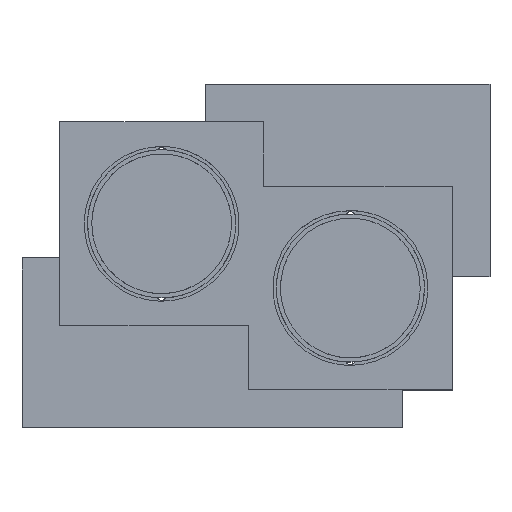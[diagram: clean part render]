
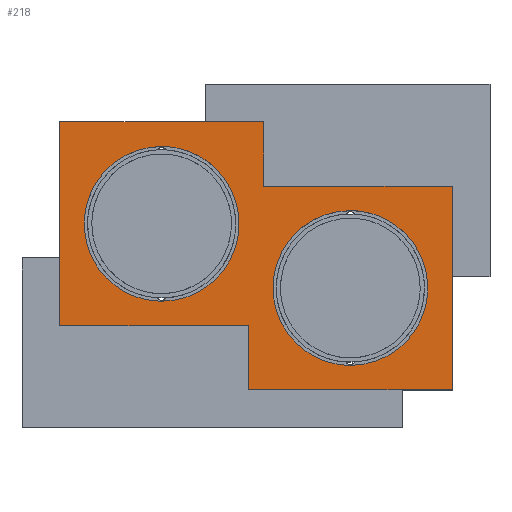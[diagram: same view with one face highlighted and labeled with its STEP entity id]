
A CAD part, top view. The second image highlights one B-rep face of the part: STEP entity #218.
In plain terms, the highlighted planar face has unit normal (0, 0, 1).
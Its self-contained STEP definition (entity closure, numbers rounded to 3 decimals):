
#88=FACE_BOUND('',#1407,.T.);
#89=FACE_BOUND('',#1408,.T.);
#218=ADVANCED_FACE('',(#811,#88,#89),#8630,.T.);
#811=FACE_OUTER_BOUND('',#1406,.T.);
#1406=EDGE_LOOP('',(#2173,#2174,#2175,#2176,#2177,#2178,#2179,#2180));
#1407=EDGE_LOOP('',(#2181,#2182));
#1408=EDGE_LOOP('',(#2183,#2184));
#2173=ORIENTED_EDGE('',*,*,#4781,.F.);
#2174=ORIENTED_EDGE('',*,*,#4777,.F.);
#2175=ORIENTED_EDGE('',*,*,#4788,.F.);
#2176=ORIENTED_EDGE('',*,*,#4786,.F.);
#2177=ORIENTED_EDGE('',*,*,#4799,.F.);
#2178=ORIENTED_EDGE('',*,*,#4794,.F.);
#2179=ORIENTED_EDGE('',*,*,#4791,.F.);
#2180=ORIENTED_EDGE('',*,*,#4797,.F.);
#2181=ORIENTED_EDGE('',*,*,#4983,.F.);
#2182=ORIENTED_EDGE('',*,*,#4846,.F.);
#2183=ORIENTED_EDGE('',*,*,#5007,.F.);
#2184=ORIENTED_EDGE('',*,*,#4878,.F.);
#4777=EDGE_CURVE('',#7441,#7442,#6104,.T.);
#4781=EDGE_CURVE('',#7442,#7445,#6108,.T.);
#4786=EDGE_CURVE('',#7450,#7447,#6113,.T.);
#4788=EDGE_CURVE('',#7447,#7441,#6115,.T.);
#4791=EDGE_CURVE('',#7451,#7453,#6118,.T.);
#4794=EDGE_CURVE('',#7453,#7455,#6121,.T.);
#4797=EDGE_CURVE('',#7445,#7451,#6124,.T.);
#4799=EDGE_CURVE('',#7455,#7450,#6126,.T.);
#4846=EDGE_CURVE('',#7489,#7578,#6675,.T.);
#4878=EDGE_CURVE('',#7509,#7594,#6704,.T.);
#4983=EDGE_CURVE('',#7578,#7489,#6744,.T.);
#5007=EDGE_CURVE('',#7594,#7509,#6768,.T.);
#6104=B_SPLINE_CURVE_WITH_KNOTS('',1,(#10434,#10435),.UNSPECIFIED.,.F.,
 .F.,(2,2),(0.,108.),.UNSPECIFIED.);
#6108=B_SPLINE_CURVE_WITH_KNOTS('',1,(#10442,#10443),.UNSPECIFIED.,.F.,
 .F.,(2,2),(108.,142.),.UNSPECIFIED.);
#6113=B_SPLINE_CURVE_WITH_KNOTS('',1,(#10452,#10453),.UNSPECIFIED.,.F.,
 .F.,(2,2),(224.,324.),.UNSPECIFIED.);
#6115=B_SPLINE_CURVE_WITH_KNOTS('',1,(#10456,#10457),.UNSPECIFIED.,.F.,
 .F.,(2,2),(324.,432.),.UNSPECIFIED.);
#6118=B_SPLINE_CURVE_WITH_KNOTS('',1,(#10462,#10463),.UNSPECIFIED.,.F.,
 .F.,(2,2),(108.,216.),.UNSPECIFIED.);
#6121=B_SPLINE_CURVE_WITH_KNOTS('',1,(#10468,#10469),.UNSPECIFIED.,.F.,
 .F.,(2,2),(216.,324.),.UNSPECIFIED.);
#6124=B_SPLINE_CURVE_WITH_KNOTS('',1,(#10474,#10475),.UNSPECIFIED.,.F.,
 .F.,(2,2),(8.,108.),.UNSPECIFIED.);
#6126=B_SPLINE_CURVE_WITH_KNOTS('',1,(#10478,#10479),.UNSPECIFIED.,.F.,
 .F.,(2,2),(324.,358.),.UNSPECIFIED.);
#6675=(
BOUNDED_CURVE()
B_SPLINE_CURVE(2,(#10618,#10619,#10620,#10621,#10622),.UNSPECIFIED.,.F.,
 .F.)
B_SPLINE_CURVE_WITH_KNOTS((3,2,3),(0.,64.403,128.806),
 .UNSPECIFIED.)
CURVE()
GEOMETRIC_REPRESENTATION_ITEM()
RATIONAL_B_SPLINE_CURVE((1.,0.707,1.,0.707,1.))
REPRESENTATION_ITEM('')
);
#6704=(
BOUNDED_CURVE()
B_SPLINE_CURVE(2,(#10740,#10741,#10742,#10743,#10744),.UNSPECIFIED.,.F.,
 .F.)
B_SPLINE_CURVE_WITH_KNOTS((3,2,3),(0.,64.403,128.806),
 .UNSPECIFIED.)
CURVE()
GEOMETRIC_REPRESENTATION_ITEM()
RATIONAL_B_SPLINE_CURVE((1.,0.707,1.,0.707,1.))
REPRESENTATION_ITEM('')
);
#6744=(
BOUNDED_CURVE()
B_SPLINE_CURVE(2,(#11037,#11038,#11039,#11040,#11041),.UNSPECIFIED.,.F.,
 .F.)
B_SPLINE_CURVE_WITH_KNOTS((3,2,3),(128.806,193.209,257.612),
 .UNSPECIFIED.)
CURVE()
GEOMETRIC_REPRESENTATION_ITEM()
RATIONAL_B_SPLINE_CURVE((1.,0.707,1.,0.707,1.))
REPRESENTATION_ITEM('')
);
#6768=(
BOUNDED_CURVE()
B_SPLINE_CURVE(2,(#11133,#11134,#11135,#11136,#11137),.UNSPECIFIED.,.F.,
 .F.)
B_SPLINE_CURVE_WITH_KNOTS((3,2,3),(128.806,193.209,257.612),
 .UNSPECIFIED.)
CURVE()
GEOMETRIC_REPRESENTATION_ITEM()
RATIONAL_B_SPLINE_CURVE((1.,0.707,1.,0.707,1.))
REPRESENTATION_ITEM('')
);
#7441=VERTEX_POINT('',#10242);
#7442=VERTEX_POINT('',#10243);
#7445=VERTEX_POINT('',#10246);
#7447=VERTEX_POINT('',#10248);
#7450=VERTEX_POINT('',#10251);
#7451=VERTEX_POINT('',#10252);
#7453=VERTEX_POINT('',#10254);
#7455=VERTEX_POINT('',#10256);
#7489=VERTEX_POINT('',#10290);
#7509=VERTEX_POINT('',#10310);
#7578=VERTEX_POINT('',#10379);
#7594=VERTEX_POINT('',#10395);
#8630=PLANE('',#9045);
#9045=AXIS2_PLACEMENT_3D('',#10207,#9586,$);
#9586=DIRECTION('',(0.,0.,1.));
#10207=CARTESIAN_POINT('',(415.922,-82.422,550.));
#10242=CARTESIAN_POINT('',(626.002,-81.002,550.));
#10243=CARTESIAN_POINT('',(518.002,-81.002,550.));
#10246=CARTESIAN_POINT('',(518.002,-47.002,550.));
#10248=CARTESIAN_POINT('',(626.002,26.998,550.));
#10251=CARTESIAN_POINT('',(526.002,26.998,550.));
#10252=CARTESIAN_POINT('',(418.002,-47.002,550.));
#10254=CARTESIAN_POINT('',(418.002,60.998,550.));
#10256=CARTESIAN_POINT('',(526.002,60.998,550.));
#10290=CARTESIAN_POINT('',(472.002,-34.003,550.));
#10310=CARTESIAN_POINT('',(572.002,-68.003,550.));
#10379=CARTESIAN_POINT('',(472.002,47.998,550.));
#10395=CARTESIAN_POINT('',(572.002,13.998,550.));
#10434=CARTESIAN_POINT('',(626.002,-81.002,550.));
#10435=CARTESIAN_POINT('',(518.002,-81.002,550.));
#10442=CARTESIAN_POINT('',(518.002,-81.002,550.));
#10443=CARTESIAN_POINT('',(518.002,-47.002,550.));
#10452=CARTESIAN_POINT('',(526.002,26.998,550.));
#10453=CARTESIAN_POINT('',(626.002,26.998,550.));
#10456=CARTESIAN_POINT('',(626.002,26.998,550.));
#10457=CARTESIAN_POINT('',(626.002,-81.002,550.));
#10462=CARTESIAN_POINT('',(418.002,-47.002,550.));
#10463=CARTESIAN_POINT('',(418.002,60.998,550.));
#10468=CARTESIAN_POINT('',(418.002,60.998,550.));
#10469=CARTESIAN_POINT('',(526.002,60.998,550.));
#10474=CARTESIAN_POINT('',(518.002,-47.002,550.));
#10475=CARTESIAN_POINT('',(418.002,-47.002,550.));
#10478=CARTESIAN_POINT('',(526.002,60.998,550.));
#10479=CARTESIAN_POINT('',(526.002,26.998,550.));
#10618=CARTESIAN_POINT('',(472.002,-34.003,550.));
#10619=CARTESIAN_POINT('',(513.002,-34.003,550.));
#10620=CARTESIAN_POINT('',(513.002,6.998,550.));
#10621=CARTESIAN_POINT('',(513.002,47.998,550.));
#10622=CARTESIAN_POINT('',(472.002,47.998,550.));
#10740=CARTESIAN_POINT('',(572.002,-68.003,550.));
#10741=CARTESIAN_POINT('',(613.002,-68.003,550.));
#10742=CARTESIAN_POINT('',(613.002,-27.002,550.));
#10743=CARTESIAN_POINT('',(613.002,13.998,550.));
#10744=CARTESIAN_POINT('',(572.002,13.998,550.));
#11037=CARTESIAN_POINT('',(472.002,47.998,550.));
#11038=CARTESIAN_POINT('',(431.001,47.998,550.));
#11039=CARTESIAN_POINT('',(431.001,6.998,550.));
#11040=CARTESIAN_POINT('',(431.001,-34.003,550.));
#11041=CARTESIAN_POINT('',(472.002,-34.003,550.));
#11133=CARTESIAN_POINT('',(572.002,13.998,550.));
#11134=CARTESIAN_POINT('',(531.001,13.998,550.));
#11135=CARTESIAN_POINT('',(531.001,-27.002,550.));
#11136=CARTESIAN_POINT('',(531.001,-68.003,550.));
#11137=CARTESIAN_POINT('',(572.002,-68.003,550.));
